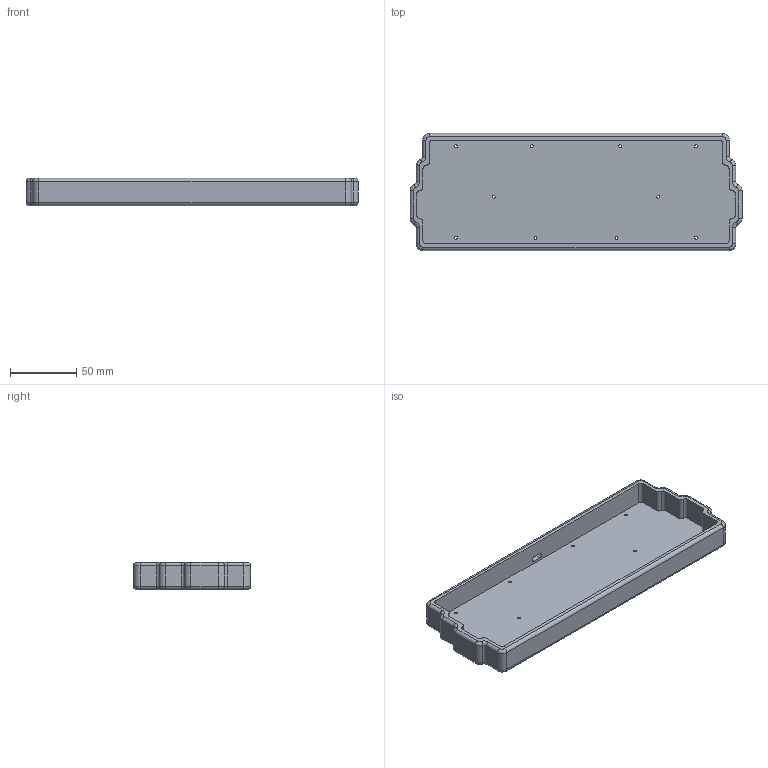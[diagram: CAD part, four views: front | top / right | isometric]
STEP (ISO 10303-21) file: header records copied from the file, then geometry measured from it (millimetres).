
FILE_DESCRIPTION(('HOOPS Exchange Step'),'2;1');
FILE_NAME('temp_export','2025-06-27T09:10:06-04:00',('jscotto'),('Shapr3D Limited'),'HOOPS Exchange 2024.8','Shapr3D','Authorized');
FILE_SCHEMA( ('AP242_MANAGED_MODEL_BASED_3D_ENGINEERING_MIM_LF {1 0 10303 442 1 1 4}') );
Length unit declared in the file: millimetre
Products named in the file (1): Case
Bounding box: 250.12 x 88.2 x 20.6 mm (x, y, z)
Volume: 118785.8 mm3; surface area: 65645.8 mm2
Topology: 1 solids, 1 shells, 131 faces, 342 edges, 214 vertices
Faces by surface type: cylinder 64, torus 32, plane 25, cone 10
Full cylindrical faces by diameter (mm): 2.2 x10
Entity records: 4162 total; most frequent: DIRECTION 810, CARTESIAN_POINT 689, ORIENTED_EDGE 684, EDGE_CURVE 342, AXIS2_PLACEMENT_3D 335, VERTEX_POINT 214, CIRCLE 202, EDGE_LOOP 154
